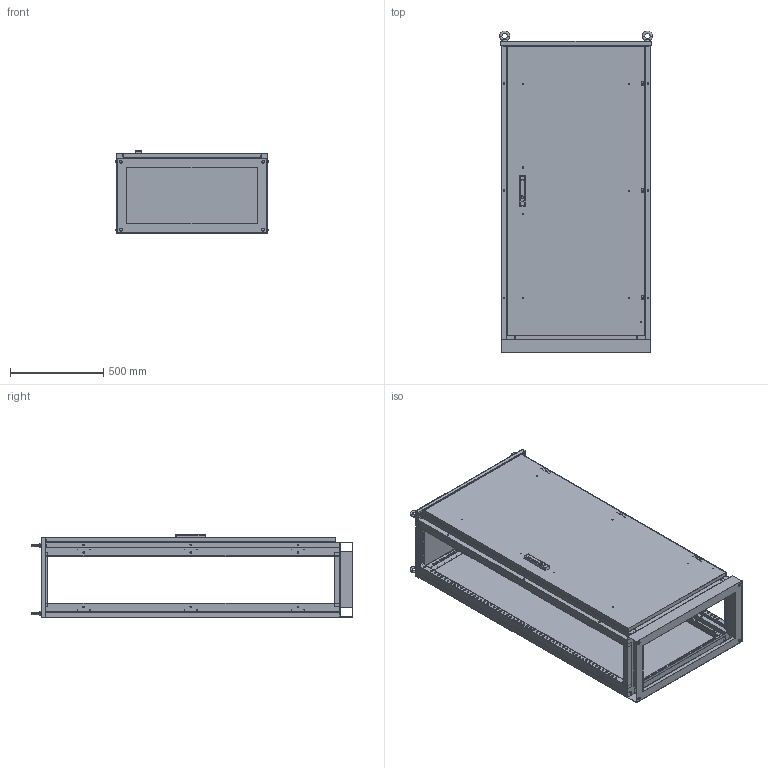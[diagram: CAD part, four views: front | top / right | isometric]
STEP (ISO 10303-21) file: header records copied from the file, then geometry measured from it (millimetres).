
FILE_DESCRIPTION (( 'STEP AP214' ), '1' );
FILE_NAME ('Êîðïóñ ìåòàëëè÷åñêèé ÊÑÐÌ 16.8.4-2.STEP', '2016-10-11T08:00:05', ( 'user' ), ( '' ), 'SwSTEP 2.0', 'SolidWorks 2014', '' );
FILE_SCHEMA (( 'AUTOMOTIVE_DESIGN' ));
Length unit declared in the file: millimetre
Products named in the file (3): Êîðïóñ ìåòàëëè÷åñêèé ÊÑÐÌ 16.8.4-2; 扻豵鵨 庍倢 16.8.4-2; ﾄ粢 ﾊﾑﾐﾌ 16.8
Assembly tree (2 placements, depth 2):
  Êîðïóñ ìåòàëëè÷åñêèé ÊÑÐÌ 16.8.4-2
    扻豵鵨 庍倢 16.8.4-2
    ﾄ粢 ﾊﾑﾐﾌ 16.8
Bounding box: 820 x 1726.5 x 449.5 mm (x, y, z)
Volume: 7891576.3 mm3; surface area: 9809223.9 mm2
Topology: 20 solids, 20 shells, 2662 faces, 7513 edges, 4906 vertices
Faces by surface type: cylinder 1594, plane 962, cone 78, torus 18, bspline 6, sphere 4
Entity records: 91734 total; most frequent: CARTESIAN_POINT 16396, DIRECTION 15953, ORIENTED_EDGE 15026, EDGE_CURVE 7513, AXIS2_PLACEMENT_3D 5943, VERTEX_POINT 4906, VECTOR 4067, LINE 4067
